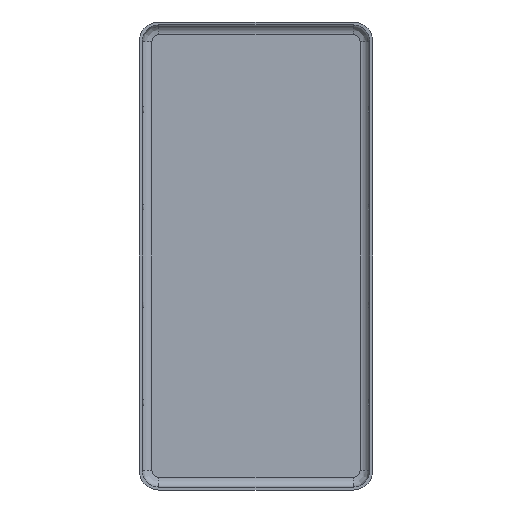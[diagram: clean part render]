
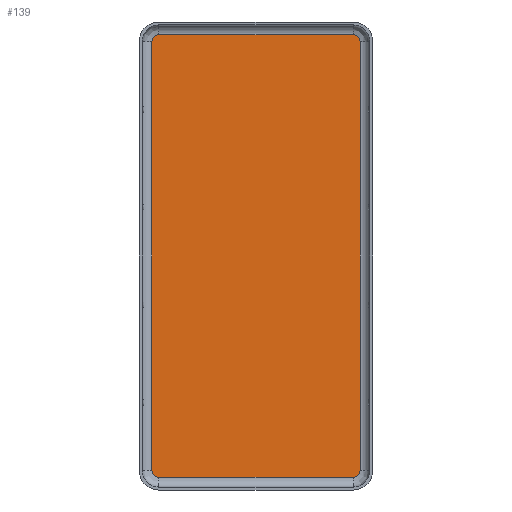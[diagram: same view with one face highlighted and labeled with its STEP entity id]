
A CAD part, front view. The second image highlights one B-rep face of the part: STEP entity #139.
In plain terms, the highlighted planar face has unit normal (0, -1, 0).
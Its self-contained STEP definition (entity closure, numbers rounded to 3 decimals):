
#139 = ADVANCED_FACE( 'NONE', ( #302 ), #303, .T. );
#302 = FACE_OUTER_BOUND( '', #567, .T. );
#303 = PLANE( '', #568 );
#567 = EDGE_LOOP( '', ( #945, #946, #947, #948, #949, #950, #951, #952 ) );
#568 = AXIS2_PLACEMENT_3D( '', #953, #954, #955 );
#945 = ORIENTED_EDGE( '', *, *, #1149, .F. );
#946 = ORIENTED_EDGE( '', *, *, #1184, .F. );
#947 = ORIENTED_EDGE( '', *, *, #1206, .F. );
#948 = ORIENTED_EDGE( '', *, *, #1167, .T. );
#949 = ORIENTED_EDGE( '', *, *, #1127, .T. );
#950 = ORIENTED_EDGE( '', *, *, #1207, .F. );
#951 = ORIENTED_EDGE( '', *, *, #1114, .T. );
#952 = ORIENTED_EDGE( '', *, *, #1092, .T. );
#953 = CARTESIAN_POINT( '', ( 9.95, 0., -21.95 ) );
#954 = DIRECTION( '', ( 0., -1., 0. ) );
#955 = DIRECTION( '', ( 0., 0., -1. ) );
#1092 = EDGE_CURVE( 'NONE', #1242, #1240, #1243, .T. );
#1114 = EDGE_CURVE( 'NONE', #1280, #1242, #1281, .T. );
#1127 = EDGE_CURVE( 'NONE', #1300, #1298, #1301, .T. );
#1149 = EDGE_CURVE( 'NONE', #1332, #1240, #1334, .T. );
#1167 = EDGE_CURVE( 'NONE', #1360, #1300, #1361, .T. );
#1184 = EDGE_CURVE( 'NONE', #1385, #1332, #1387, .T. );
#1206 = EDGE_CURVE( 'NONE', #1360, #1385, #1415, .T. );
#1207 = EDGE_CURVE( 'NONE', #1280, #1298, #1416, .T. );
#1240 = VERTEX_POINT( 'NONE', #1451 );
#1242 = VERTEX_POINT( 'NONE', #1453 );
#1243 = CIRCLE( '', #1454, 0.7 );
#1280 = VERTEX_POINT( 'NONE', #1498 );
#1281 = LINE( '', #1499, #1500 );
#1298 = VERTEX_POINT( 'NONE', #1522 );
#1300 = VERTEX_POINT( 'NONE', #1524 );
#1301 = LINE( '', #1525, #1526 );
#1332 = VERTEX_POINT( 'NONE', #1563 );
#1334 = LINE( '', #1565, #1566 );
#1360 = VERTEX_POINT( 'NONE', #1597 );
#1361 = CIRCLE( '', #1598, 0.7 );
#1385 = VERTEX_POINT( 'NONE', #1627 );
#1387 = CIRCLE( '', #1629, 0.7 );
#1415 = LINE( '', #1662, #1663 );
#1416 = CIRCLE( '', #1664, 0.7 );
#1451 = CARTESIAN_POINT( '', ( -9.95, 0., -22.65 ) );
#1453 = CARTESIAN_POINT( '', ( -10.65, 0., -21.95 ) );
#1454 = AXIS2_PLACEMENT_3D( '', #1704, #1705, #1706 );
#1498 = CARTESIAN_POINT( '', ( -10.65, 0., 21.95 ) );
#1499 = CARTESIAN_POINT( '', ( -10.65, 0., 0. ) );
#1500 = VECTOR( '', #1741, 1000. );
#1522 = CARTESIAN_POINT( '', ( -9.95, 0., 22.65 ) );
#1524 = CARTESIAN_POINT( '', ( 9.95, 0., 22.65 ) );
#1525 = CARTESIAN_POINT( '', ( 9.95, 0., 22.65 ) );
#1526 = VECTOR( '', #1756, 1000. );
#1563 = CARTESIAN_POINT( '', ( 9.95, 0., -22.65 ) );
#1565 = CARTESIAN_POINT( '', ( 9.95, 0., -22.65 ) );
#1566 = VECTOR( '', #1793, 1000. );
#1597 = CARTESIAN_POINT( '', ( 10.65, 0., 21.95 ) );
#1598 = AXIS2_PLACEMENT_3D( '', #1817, #1818, #1819 );
#1627 = CARTESIAN_POINT( '', ( 10.65, 0., -21.95 ) );
#1629 = AXIS2_PLACEMENT_3D( '', #1846, #1847, #1848 );
#1662 = CARTESIAN_POINT( '', ( 10.65, 0., 0. ) );
#1663 = VECTOR( '', #1878, 1000. );
#1664 = AXIS2_PLACEMENT_3D( '', #1879, #1880, #1881 );
#1704 = CARTESIAN_POINT( '', ( -9.95, 0., -21.95 ) );
#1705 = DIRECTION( '', ( 0., -1., 0. ) );
#1706 = DIRECTION( '', ( 0., 0., 1. ) );
#1741 = DIRECTION( '', ( 0., 0., -1. ) );
#1756 = DIRECTION( '', ( -1., 0., 0. ) );
#1793 = DIRECTION( '', ( -1., 0., 0. ) );
#1817 = CARTESIAN_POINT( '', ( 9.95, 0., 21.95 ) );
#1818 = DIRECTION( '', ( 0., -1., 0. ) );
#1819 = DIRECTION( '', ( 0., 0., -1. ) );
#1846 = CARTESIAN_POINT( '', ( 9.95, 0., -21.95 ) );
#1847 = DIRECTION( '', ( 0., 1., 0. ) );
#1848 = DIRECTION( '', ( 0., 0., 1. ) );
#1878 = DIRECTION( '', ( 0., 0., -1. ) );
#1879 = CARTESIAN_POINT( '', ( -9.95, 0., 21.95 ) );
#1880 = DIRECTION( '', ( 0., 1., 0. ) );
#1881 = DIRECTION( '', ( 0., 0., -1. ) );
